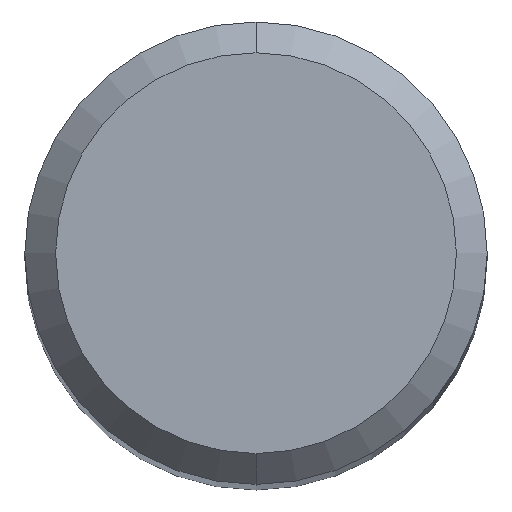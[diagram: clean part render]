
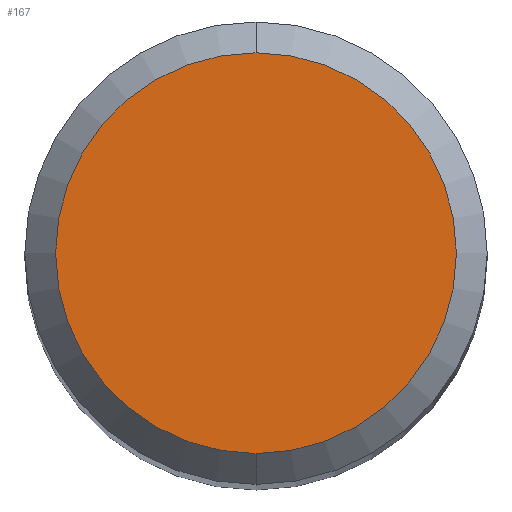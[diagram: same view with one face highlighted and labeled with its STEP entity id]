
A CAD part, top view. The second image highlights one B-rep face of the part: STEP entity #167.
In plain terms, the highlighted planar face has unit normal (0, 0, 1).
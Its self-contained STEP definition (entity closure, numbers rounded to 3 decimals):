
#151=EDGE_CURVE('',#209,#201,#310,.T.);
#161=EDGE_CURVE('',#201,#209,#323,.T.);
#167=ADVANCED_FACE('',(#330),#331,.T.);
#201=VERTEX_POINT('',#369);
#209=VERTEX_POINT('',#377);
#310=CIRCLE('',#488,2.6);
#323=CIRCLE('',#504,2.6);
#330=FACE_OUTER_BOUND('',#513,.T.);
#331=PLANE('',#514);
#369=CARTESIAN_POINT('',(0.,-2.6,0.0));
#377=CARTESIAN_POINT('',(0.0,2.6,0.0));
#488=AXIS2_PLACEMENT_3D('',#685,#686,#687);
#504=AXIS2_PLACEMENT_3D('',#713,#714,#715);
#513=EDGE_LOOP('',(#726,#727));
#514=AXIS2_PLACEMENT_3D('',#728,#729,#730);
#685=CARTESIAN_POINT('',(0.0,0.0,0.0));
#686=DIRECTION('',(0.0,0.0,-1.0));
#687=DIRECTION('',(0.0,1.0,0.0));
#713=CARTESIAN_POINT('',(0.0,0.0,0.0));
#714=DIRECTION('',(0.0,0.0,-1.0));
#715=DIRECTION('',(0.0,1.0,0.0));
#726=ORIENTED_EDGE('',*,*,#151,.F.);
#727=ORIENTED_EDGE('',*,*,#161,.F.);
#728=CARTESIAN_POINT('',(0.0,1.3,0.0));
#729=DIRECTION('',(-0.0,0.0,1.0));
#730=DIRECTION('',(0.0,-1.0,0.0));
